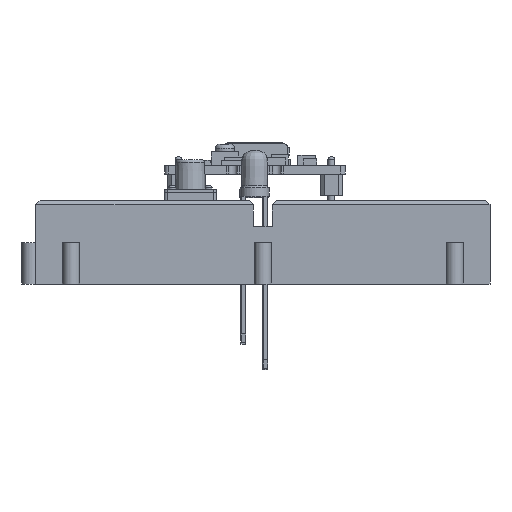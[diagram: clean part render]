
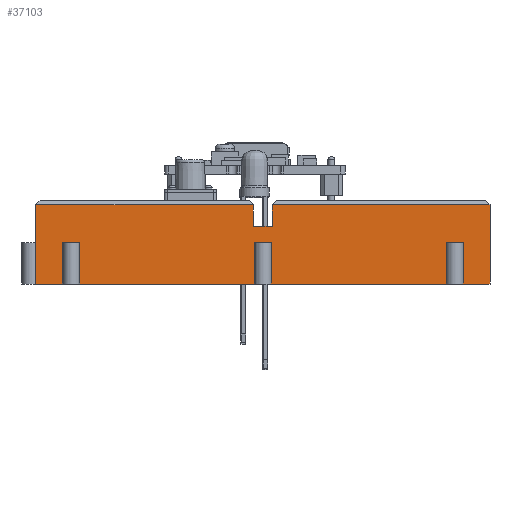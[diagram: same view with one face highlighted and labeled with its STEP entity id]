
A CAD part, front view. The second image highlights one B-rep face of the part: STEP entity #37103.
In plain terms, the highlighted planar face has unit normal (0, -1, 0).
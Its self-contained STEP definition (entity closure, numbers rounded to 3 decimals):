
#5691=FACE_OUTER_BOUND('',#8243,.T.);
#8243=EDGE_LOOP('',(#31716,#31717,#31718,#31719,#31720,#31721,#31722,#31723,
#31724,#31725,#31726,#31727,#31728,#31729,#31730,#31731,#31732,#31733,#31734,
#31735));
#12001=LINE('',#67925,#14994);
#12011=LINE('',#67944,#15004);
#12014=LINE('',#67950,#15007);
#12015=LINE('',#67952,#15008);
#12016=LINE('',#67954,#15009);
#12017=LINE('',#67956,#15010);
#12018=LINE('',#67958,#15011);
#12019=LINE('',#67960,#15012);
#12020=LINE('',#67962,#15013);
#12021=LINE('',#67964,#15014);
#12022=LINE('',#67966,#15015);
#12023=LINE('',#67968,#15016);
#12024=LINE('',#67970,#15017);
#12025=LINE('',#67972,#15018);
#12026=LINE('',#67974,#15019);
#12027=LINE('',#67976,#15020);
#12028=LINE('',#67978,#15021);
#12029=LINE('',#67980,#15022);
#12030=LINE('',#67982,#15023);
#12031=LINE('',#67983,#15024);
#14994=VECTOR('',#50274,10.);
#15004=VECTOR('',#50292,10.);
#15007=VECTOR('',#50297,10.);
#15008=VECTOR('',#50298,10.);
#15009=VECTOR('',#50299,10.);
#15010=VECTOR('',#50300,10.);
#15011=VECTOR('',#50301,10.);
#15012=VECTOR('',#50302,10.);
#15013=VECTOR('',#50303,10.);
#15014=VECTOR('',#50304,10.);
#15015=VECTOR('',#50305,10.);
#15016=VECTOR('',#50306,10.);
#15017=VECTOR('',#50307,10.);
#15018=VECTOR('',#50308,10.);
#15019=VECTOR('',#50309,10.);
#15020=VECTOR('',#50310,10.);
#15021=VECTOR('',#50311,10.);
#15022=VECTOR('',#50312,10.);
#15023=VECTOR('',#50313,10.);
#15024=VECTOR('',#50314,10.);
#18013=VERTEX_POINT('',#67922);
#18014=VERTEX_POINT('',#67924);
#18019=VERTEX_POINT('',#67943);
#18021=VERTEX_POINT('',#67949);
#18022=VERTEX_POINT('',#67951);
#18023=VERTEX_POINT('',#67953);
#18024=VERTEX_POINT('',#67955);
#18025=VERTEX_POINT('',#67957);
#18026=VERTEX_POINT('',#67959);
#18027=VERTEX_POINT('',#67961);
#18028=VERTEX_POINT('',#67963);
#18029=VERTEX_POINT('',#67965);
#18030=VERTEX_POINT('',#67967);
#18031=VERTEX_POINT('',#67969);
#18032=VERTEX_POINT('',#67971);
#18033=VERTEX_POINT('',#67973);
#18034=VERTEX_POINT('',#67975);
#18035=VERTEX_POINT('',#67977);
#18036=VERTEX_POINT('',#67979);
#18037=VERTEX_POINT('',#67981);
#22714=EDGE_CURVE('',#18013,#18014,#12001,.T.);
#22724=EDGE_CURVE('',#18019,#18014,#12011,.T.);
#22727=EDGE_CURVE('',#18013,#18021,#12014,.T.);
#22728=EDGE_CURVE('',#18021,#18022,#12015,.T.);
#22729=EDGE_CURVE('',#18022,#18023,#12016,.T.);
#22730=EDGE_CURVE('',#18024,#18023,#12017,.T.);
#22731=EDGE_CURVE('',#18025,#18024,#12018,.T.);
#22732=EDGE_CURVE('',#18026,#18025,#12019,.T.);
#22733=EDGE_CURVE('',#18026,#18027,#12020,.T.);
#22734=EDGE_CURVE('',#18027,#18028,#12021,.T.);
#22735=EDGE_CURVE('',#18028,#18029,#12022,.T.);
#22736=EDGE_CURVE('',#18030,#18029,#12023,.T.);
#22737=EDGE_CURVE('',#18030,#18031,#12024,.T.);
#22738=EDGE_CURVE('',#18031,#18032,#12025,.T.);
#22739=EDGE_CURVE('',#18032,#18033,#12026,.T.);
#22740=EDGE_CURVE('',#18034,#18033,#12027,.T.);
#22741=EDGE_CURVE('',#18034,#18035,#12028,.T.);
#22742=EDGE_CURVE('',#18035,#18036,#12029,.T.);
#22743=EDGE_CURVE('',#18036,#18037,#12030,.T.);
#22744=EDGE_CURVE('',#18019,#18037,#12031,.T.);
#31716=ORIENTED_EDGE('',*,*,#22714,.F.);
#31717=ORIENTED_EDGE('',*,*,#22727,.T.);
#31718=ORIENTED_EDGE('',*,*,#22728,.T.);
#31719=ORIENTED_EDGE('',*,*,#22729,.T.);
#31720=ORIENTED_EDGE('',*,*,#22730,.F.);
#31721=ORIENTED_EDGE('',*,*,#22731,.F.);
#31722=ORIENTED_EDGE('',*,*,#22732,.F.);
#31723=ORIENTED_EDGE('',*,*,#22733,.T.);
#31724=ORIENTED_EDGE('',*,*,#22734,.T.);
#31725=ORIENTED_EDGE('',*,*,#22735,.T.);
#31726=ORIENTED_EDGE('',*,*,#22736,.F.);
#31727=ORIENTED_EDGE('',*,*,#22737,.T.);
#31728=ORIENTED_EDGE('',*,*,#22738,.T.);
#31729=ORIENTED_EDGE('',*,*,#22739,.T.);
#31730=ORIENTED_EDGE('',*,*,#22740,.F.);
#31731=ORIENTED_EDGE('',*,*,#22741,.T.);
#31732=ORIENTED_EDGE('',*,*,#22742,.T.);
#31733=ORIENTED_EDGE('',*,*,#22743,.T.);
#31734=ORIENTED_EDGE('',*,*,#22744,.F.);
#31735=ORIENTED_EDGE('',*,*,#22724,.T.);
#35147=PLANE('',#40868);
#37103=ADVANCED_FACE('',(#5691),#35147,.T.);
#40868=AXIS2_PLACEMENT_3D('',#67948,#50295,#50296);
#50274=DIRECTION('',(1.,0.,0.));
#50292=DIRECTION('',(0.,0.,1.));
#50295=DIRECTION('center_axis',(0.,-1.,0.));
#50296=DIRECTION('ref_axis',(1.,0.,0.));
#50297=DIRECTION('',(0.,0.,-1.));
#50298=DIRECTION('',(-1.,0.,0.));
#50299=DIRECTION('',(0.,0.,1.));
#50300=DIRECTION('',(1.,0.,0.));
#50301=DIRECTION('',(0.,0.,1.));
#50302=DIRECTION('',(-1.,0.,0.));
#50303=DIRECTION('',(0.,0.,1.));
#50304=DIRECTION('',(1.,0.,0.));
#50305=DIRECTION('',(0.,0.,-1.));
#50306=DIRECTION('',(-1.,0.,0.));
#50307=DIRECTION('',(0.,0.,1.));
#50308=DIRECTION('',(1.,0.,0.));
#50309=DIRECTION('',(0.,0.,-1.));
#50310=DIRECTION('',(-1.,0.,0.));
#50311=DIRECTION('',(0.,0.,1.));
#50312=DIRECTION('',(1.,0.,0.));
#50313=DIRECTION('',(0.,0.,-1.));
#50314=DIRECTION('',(-1.,0.,0.));
#67922=CARTESIAN_POINT('',(1.85,-39.15,11.7));
#67924=CARTESIAN_POINT('',(27.15,-39.15,11.7));
#67925=CARTESIAN_POINT('',(-12.45,-39.15,11.7));
#67943=CARTESIAN_POINT('',(27.15,-39.15,2.5));
#67944=CARTESIAN_POINT('',(27.15,-39.15,2.5));
#67948=CARTESIAN_POINT('Origin',(-25.65,-39.15,2.5));
#67949=CARTESIAN_POINT('',(1.85,-39.15,9.2));
#67950=CARTESIAN_POINT('',(1.85,-39.15,7.35));
#67951=CARTESIAN_POINT('',(-0.35,-39.15,9.2));
#67952=CARTESIAN_POINT('',(-12.45,-39.15,9.2));
#67953=CARTESIAN_POINT('',(-0.35,-39.15,11.7));
#67954=CARTESIAN_POINT('',(-0.35,-39.15,7.35));
#67955=CARTESIAN_POINT('',(-25.65,-39.15,11.7));
#67956=CARTESIAN_POINT('',(-12.45,-39.15,11.7));
#67957=CARTESIAN_POINT('',(-25.65,-39.15,2.5));
#67958=CARTESIAN_POINT('',(-25.65,-39.15,2.5));
#67959=CARTESIAN_POINT('',(-22.35,-39.15,2.5));
#67960=CARTESIAN_POINT('',(27.15,-39.15,2.5));
#67961=CARTESIAN_POINT('',(-22.35,-39.15,7.3));
#67962=CARTESIAN_POINT('',(-22.35,-39.15,2.5));
#67963=CARTESIAN_POINT('',(-20.75,-39.15,7.3));
#67964=CARTESIAN_POINT('',(-23.6,-39.15,7.3));
#67965=CARTESIAN_POINT('',(-20.75,-39.15,2.5));
#67966=CARTESIAN_POINT('',(-20.75,-39.15,2.5));
#67967=CARTESIAN_POINT('',(-0.05,-39.15,2.5));
#67968=CARTESIAN_POINT('',(27.15,-39.15,2.5));
#67969=CARTESIAN_POINT('',(-0.05,-39.15,7.3));
#67970=CARTESIAN_POINT('',(-0.05,-39.15,2.5));
#67971=CARTESIAN_POINT('',(1.55,-39.15,7.3));
#67972=CARTESIAN_POINT('',(-12.45,-39.15,7.3));
#67973=CARTESIAN_POINT('',(1.55,-39.15,2.5));
#67974=CARTESIAN_POINT('',(1.55,-39.15,2.5));
#67975=CARTESIAN_POINT('',(22.25,-39.15,2.5));
#67976=CARTESIAN_POINT('',(27.15,-39.15,2.5));
#67977=CARTESIAN_POINT('',(22.25,-39.15,7.3));
#67978=CARTESIAN_POINT('',(22.25,-39.15,2.5));
#67979=CARTESIAN_POINT('',(23.85,-39.15,7.3));
#67980=CARTESIAN_POINT('',(-1.3,-39.15,7.3));
#67981=CARTESIAN_POINT('',(23.85,-39.15,2.5));
#67982=CARTESIAN_POINT('',(23.85,-39.15,2.5));
#67983=CARTESIAN_POINT('',(27.15,-39.15,2.5));
